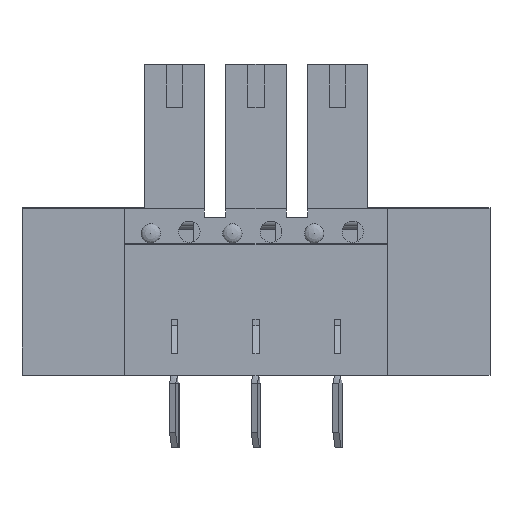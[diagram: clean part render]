
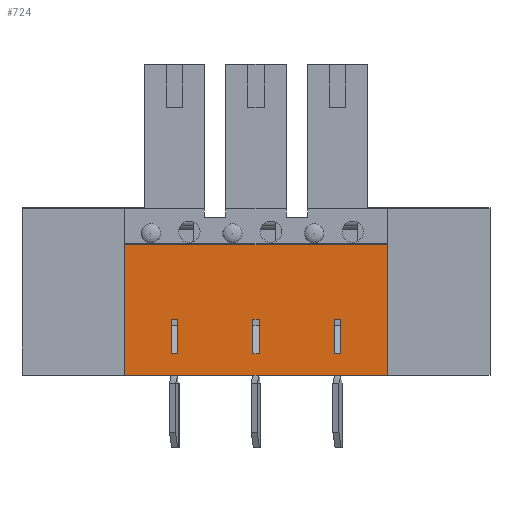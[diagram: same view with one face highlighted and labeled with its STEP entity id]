
A CAD part, front view. The second image highlights one B-rep face of the part: STEP entity #724.
In plain terms, the highlighted planar face has unit normal (0, -1, 0).
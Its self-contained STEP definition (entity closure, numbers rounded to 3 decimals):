
#724 = ADVANCED_FACE( '', ( #1648, #1649, #1650, #1651 ), #1652, .F. );
#1648 = FACE_BOUND( '', #2904, .T. );
#1649 = FACE_BOUND( '', #2905, .T. );
#1650 = FACE_BOUND( '', #2906, .T. );
#1651 = FACE_OUTER_BOUND( '', #2907, .T. );
#1652 = PLANE( '', #2908 );
#2904 = EDGE_LOOP( '', ( #4937, #4938, #4939, #4940 ) );
#2905 = EDGE_LOOP( '', ( #4941, #4942, #4943, #4944 ) );
#2906 = EDGE_LOOP( '', ( #4945, #4946, #4947, #4948 ) );
#2907 = EDGE_LOOP( '', ( #4949, #4950, #4951, #4952 ) );
#2908 = AXIS2_PLACEMENT_3D( '', #4953, #4954, #4955 );
#4937 = ORIENTED_EDGE( '', *, *, #7985, .T. );
#4938 = ORIENTED_EDGE( '', *, *, #7888, .T. );
#4939 = ORIENTED_EDGE( '', *, *, #7818, .T. );
#4940 = ORIENTED_EDGE( '', *, *, #7676, .T. );
#4941 = ORIENTED_EDGE( '', *, *, #7986, .T. );
#4942 = ORIENTED_EDGE( '', *, *, #7987, .T. );
#4943 = ORIENTED_EDGE( '', *, *, #7988, .T. );
#4944 = ORIENTED_EDGE( '', *, *, #7989, .T. );
#4945 = ORIENTED_EDGE( '', *, *, #7990, .T. );
#4946 = ORIENTED_EDGE( '', *, *, #7661, .T. );
#4947 = ORIENTED_EDGE( '', *, *, #7991, .T. );
#4948 = ORIENTED_EDGE( '', *, *, #7892, .T. );
#4949 = ORIENTED_EDGE( '', *, *, #7992, .F. );
#4950 = ORIENTED_EDGE( '', *, *, #7993, .F. );
#4951 = ORIENTED_EDGE( '', *, *, #7805, .T. );
#4952 = ORIENTED_EDGE( '', *, *, #7994, .F. );
#4953 = CARTESIAN_POINT( '', ( 6.11, -3.3, 3.9 ) );
#4954 = DIRECTION( '', ( 0., 1., 0. ) );
#4955 = DIRECTION( '', ( 0., 0., 1. ) );
#7661 = EDGE_CURVE( '', #9325, #9323, #9326, .T. );
#7676 = EDGE_CURVE( '', #9352, #9350, #9353, .T. );
#7805 = EDGE_CURVE( '', #9565, #9563, #9566, .T. );
#7818 = EDGE_CURVE( '', #9579, #9352, #9587, .T. );
#7888 = EDGE_CURVE( '', #9691, #9579, #9692, .T. );
#7892 = EDGE_CURVE( '', #9698, #9696, #9699, .T. );
#7985 = EDGE_CURVE( '', #9350, #9691, #9843, .T. );
#7986 = EDGE_CURVE( '', #9844, #9845, #9846, .T. );
#7987 = EDGE_CURVE( '', #9845, #9847, #9848, .T. );
#7988 = EDGE_CURVE( '', #9847, #9849, #9850, .T. );
#7989 = EDGE_CURVE( '', #9849, #9844, #9851, .T. );
#7990 = EDGE_CURVE( '', #9696, #9325, #9852, .T. );
#7991 = EDGE_CURVE( '', #9323, #9698, #9853, .T. );
#7992 = EDGE_CURVE( '', #9854, #9855, #9856, .T. );
#7993 = EDGE_CURVE( '', #9565, #9854, #9857, .T. );
#7994 = EDGE_CURVE( '', #9855, #9563, #9858, .T. );
#9323 = VERTEX_POINT( '', #11746 );
#9325 = VERTEX_POINT( '', #11749 );
#9326 = LINE( '', #11750, #11751 );
#9350 = VERTEX_POINT( '', #11785 );
#9352 = VERTEX_POINT( '', #11788 );
#9353 = LINE( '', #11789, #11790 );
#9563 = VERTEX_POINT( '', #12110 );
#9565 = VERTEX_POINT( '', #12113 );
#9566 = LINE( '', #12114, #12115 );
#9579 = VERTEX_POINT( '', #12132 );
#9587 = LINE( '', #12145, #12146 );
#9691 = VERTEX_POINT( '', #12345 );
#9692 = LINE( '', #12346, #12347 );
#9696 = VERTEX_POINT( '', #12352 );
#9698 = VERTEX_POINT( '', #12355 );
#9699 = LINE( '', #12356, #12357 );
#9843 = LINE( '', #12559, #12560 );
#9844 = VERTEX_POINT( '', #12561 );
#9845 = VERTEX_POINT( '', #12562 );
#9846 = LINE( '', #12563, #12564 );
#9847 = VERTEX_POINT( '', #12565 );
#9848 = LINE( '', #12566, #12567 );
#9849 = VERTEX_POINT( '', #12568 );
#9850 = LINE( '', #12569, #12570 );
#9851 = LINE( '', #12571, #12572 );
#9852 = LINE( '', #12573, #12574 );
#9853 = LINE( '', #12575, #12576 );
#9854 = VERTEX_POINT( '', #12577 );
#9855 = VERTEX_POINT( '', #12578 );
#9856 = LINE( '', #12579, #12580 );
#9857 = LINE( '', #12581, #12582 );
#9858 = LINE( '', #12583, #12584 );
#11746 = CARTESIAN_POINT( '', ( -3.96, -3.3, -2.9 ) );
#11749 = CARTESIAN_POINT( '', ( -3.66, -3.3, -2.9 ) );
#11750 = CARTESIAN_POINT( '', ( -3.66, -3.3, -2.9 ) );
#11751 = VECTOR( '', #14313, 1000. );
#11785 = CARTESIAN_POINT( '', ( 3.96, -3.3, -1.3 ) );
#11788 = CARTESIAN_POINT( '', ( 3.66, -3.3, -1.3 ) );
#11789 = CARTESIAN_POINT( '', ( 3.66, -3.3, -1.3 ) );
#11790 = VECTOR( '', #14325, 1000. );
#12110 = CARTESIAN_POINT( '', ( -6.11, -3.3, -3.9 ) );
#12113 = CARTESIAN_POINT( '', ( -6.11, -3.3, 2.2 ) );
#12114 = CARTESIAN_POINT( '', ( -6.11, -3.3, 3.9 ) );
#12115 = VECTOR( '', #14430, 1000. );
#12132 = CARTESIAN_POINT( '', ( 3.66, -3.3, -2.9 ) );
#12145 = CARTESIAN_POINT( '', ( 3.66, -3.3, -2.9 ) );
#12146 = VECTOR( '', #14446, 1000. );
#12345 = CARTESIAN_POINT( '', ( 3.96, -3.3, -2.9 ) );
#12346 = CARTESIAN_POINT( '', ( 3.96, -3.3, -2.9 ) );
#12347 = VECTOR( '', #14509, 1000. );
#12352 = CARTESIAN_POINT( '', ( -3.66, -3.3, -1.3 ) );
#12355 = CARTESIAN_POINT( '', ( -3.96, -3.3, -1.3 ) );
#12356 = CARTESIAN_POINT( '', ( -3.96, -3.3, -1.3 ) );
#12357 = VECTOR( '', #14512, 1000. );
#12559 = CARTESIAN_POINT( '', ( 3.96, -3.3, -1.3 ) );
#12560 = VECTOR( '', #14613, 1000. );
#12561 = CARTESIAN_POINT( '', ( 0.15, -3.3, -1.3 ) );
#12562 = CARTESIAN_POINT( '', ( 0.15, -3.3, -2.9 ) );
#12563 = CARTESIAN_POINT( '', ( 0.15, -3.3, -1.3 ) );
#12564 = VECTOR( '', #14614, 1000. );
#12565 = CARTESIAN_POINT( '', ( -0.15, -3.3, -2.9 ) );
#12566 = CARTESIAN_POINT( '', ( 0.15, -3.3, -2.9 ) );
#12567 = VECTOR( '', #14615, 1000. );
#12568 = CARTESIAN_POINT( '', ( -0.15, -3.3, -1.3 ) );
#12569 = CARTESIAN_POINT( '', ( -0.15, -3.3, -2.9 ) );
#12570 = VECTOR( '', #14616, 1000. );
#12571 = CARTESIAN_POINT( '', ( -0.15, -3.3, -1.3 ) );
#12572 = VECTOR( '', #14617, 1000. );
#12573 = CARTESIAN_POINT( '', ( -3.66, -3.3, -1.3 ) );
#12574 = VECTOR( '', #14618, 1000. );
#12575 = CARTESIAN_POINT( '', ( -3.96, -3.3, -2.9 ) );
#12576 = VECTOR( '', #14619, 1000. );
#12577 = CARTESIAN_POINT( '', ( 6.11, -3.3, 2.2 ) );
#12578 = CARTESIAN_POINT( '', ( 6.11, -3.3, -3.9 ) );
#12579 = CARTESIAN_POINT( '', ( 6.11, -3.3, 3.9 ) );
#12580 = VECTOR( '', #14620, 1000. );
#12581 = CARTESIAN_POINT( '', ( -6.11, -3.3, 2.2 ) );
#12582 = VECTOR( '', #14621, 1000. );
#12583 = CARTESIAN_POINT( '', ( 6.11, -3.3, -3.9 ) );
#12584 = VECTOR( '', #14622, 1000. );
#14313 = DIRECTION( '', ( -1., 0., 0. ) );
#14325 = DIRECTION( '', ( 1., 0., 0. ) );
#14430 = DIRECTION( '', ( 0., 0., -1. ) );
#14446 = DIRECTION( '', ( 0., 0., 1. ) );
#14509 = DIRECTION( '', ( -1., 0., 0. ) );
#14512 = DIRECTION( '', ( 1., 0., 0. ) );
#14613 = DIRECTION( '', ( 0., 0., -1. ) );
#14614 = DIRECTION( '', ( 0., 0., -1. ) );
#14615 = DIRECTION( '', ( -1., 0., 0. ) );
#14616 = DIRECTION( '', ( 0., 0., 1. ) );
#14617 = DIRECTION( '', ( 1., 0., 0. ) );
#14618 = DIRECTION( '', ( 0., 0., -1. ) );
#14619 = DIRECTION( '', ( 0., 0., 1. ) );
#14620 = DIRECTION( '', ( 0., 0., -1. ) );
#14621 = DIRECTION( '', ( 1., 0., 0. ) );
#14622 = DIRECTION( '', ( -1., 0., 0. ) );
